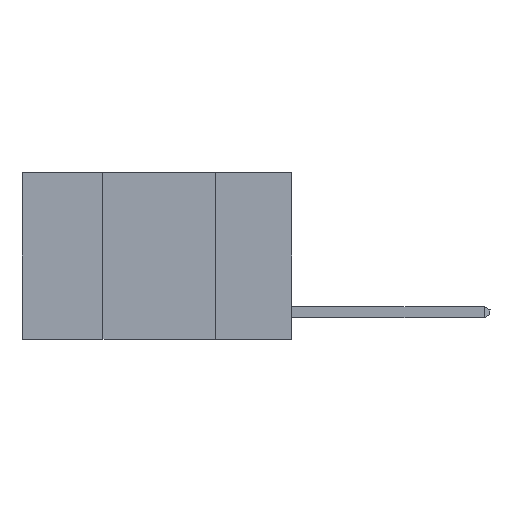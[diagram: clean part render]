
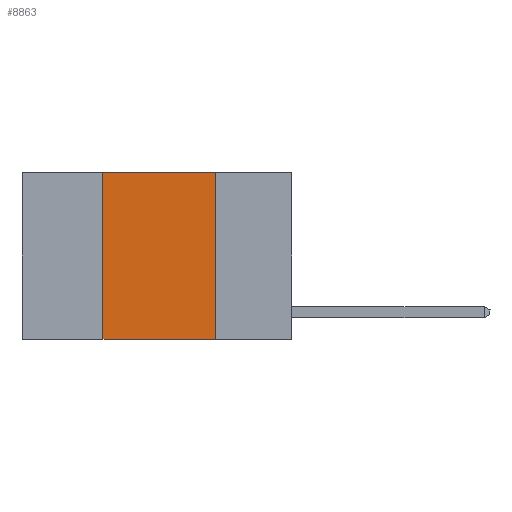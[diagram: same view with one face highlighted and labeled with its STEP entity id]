
A CAD part, left-side view. The second image highlights one B-rep face of the part: STEP entity #8863.
In plain terms, the highlighted planar face has unit normal (-1, 0, 0).
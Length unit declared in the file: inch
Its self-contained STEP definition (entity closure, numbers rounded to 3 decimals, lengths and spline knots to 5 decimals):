
#139 = CARTESIAN_POINT ( 'NONE',  ( 0., 0.42, -0.37 ) ) ;
#879 = DIRECTION ( 'NONE',  ( 0., 0., -1. ) ) ;
#953 = ORIENTED_EDGE ( 'NONE', *, *, #7161, .F. ) ;
#1081 = ORIENTED_EDGE ( 'NONE', *, *, #14754, .F. ) ;
#1091 = CARTESIAN_POINT ( 'NONE',  ( 0., 0.6, 0. ) ) ;
#1202 = EDGE_CURVE ( 'NONE', #2125, #3559, #2815, .T. ) ;
#1296 = VECTOR ( 'NONE', #16541, 39.37008 ) ;
#2125 = VERTEX_POINT ( 'NONE', #139 ) ;
#2489 = LINE ( 'NONE', #16383, #6096 ) ;
#2813 = DIRECTION ( 'NONE',  ( 0., -1., 0. ) ) ;
#2815 = LINE ( 'NONE', #5385, #13931 ) ;
#3559 = VERTEX_POINT ( 'NONE', #13402 ) ;
#3715 = ORIENTED_EDGE ( 'NONE', *, *, #1202, .F. ) ;
#3718 = ORIENTED_EDGE ( 'NONE', *, *, #12937, .T. ) ;
#5385 = CARTESIAN_POINT ( 'NONE',  ( 0., 0.42, 0. ) ) ;
#5994 = EDGE_LOOP ( 'NONE', ( #953, #1081, #3715, #3718 ) ) ;
#6096 = VECTOR ( 'NONE', #2813, 39.37008 ) ;
#7161 = EDGE_CURVE ( 'NONE', #11443, #17942, #10377, .T. ) ;
#7352 = AXIS2_PLACEMENT_3D ( 'NONE', #14409, #10021, #879 ) ;
#8863 = ADVANCED_FACE ( 'NONE', ( #9160 ), #18837, .F. ) ;
#9160 = FACE_OUTER_BOUND ( 'NONE', #5994, .T. ) ;
#9401 = LINE ( 'NONE', #1091, #12864 ) ;
#9844 = CARTESIAN_POINT ( 'NONE',  ( 0., 0.17, 0. ) ) ;
#10021 = DIRECTION ( 'NONE',  ( 1., 0., 0. ) ) ;
#10240 = DIRECTION ( 'NONE',  ( 0., -1., 0. ) ) ;
#10377 = LINE ( 'NONE', #19408, #1296 ) ;
#11443 = VERTEX_POINT ( 'NONE', #9844 ) ;
#12864 = VECTOR ( 'NONE', #10240, 39.37008 ) ;
#12937 = EDGE_CURVE ( 'NONE', #2125, #17942, #2489, .T. ) ;
#13402 = CARTESIAN_POINT ( 'NONE',  ( 0., 0.42, 0. ) ) ;
#13903 = DIRECTION ( 'NONE',  ( 0., 0., 1. ) ) ;
#13931 = VECTOR ( 'NONE', #13903, 39.37008 ) ;
#14409 = CARTESIAN_POINT ( 'NONE',  ( 0., 0.6, 0. ) ) ;
#14754 = EDGE_CURVE ( 'NONE', #3559, #11443, #9401, .T. ) ;
#15045 = CARTESIAN_POINT ( 'NONE',  ( 0., 0.17, -0.37 ) ) ;
#16383 = CARTESIAN_POINT ( 'NONE',  ( 0., 0.6, -0.37 ) ) ;
#16541 = DIRECTION ( 'NONE',  ( 0., 0., -1. ) ) ;
#17942 = VERTEX_POINT ( 'NONE', #15045 ) ;
#18837 = PLANE ( 'NONE',  #7352 ) ;
#19408 = CARTESIAN_POINT ( 'NONE',  ( 0., 0.17, 0. ) ) ;
